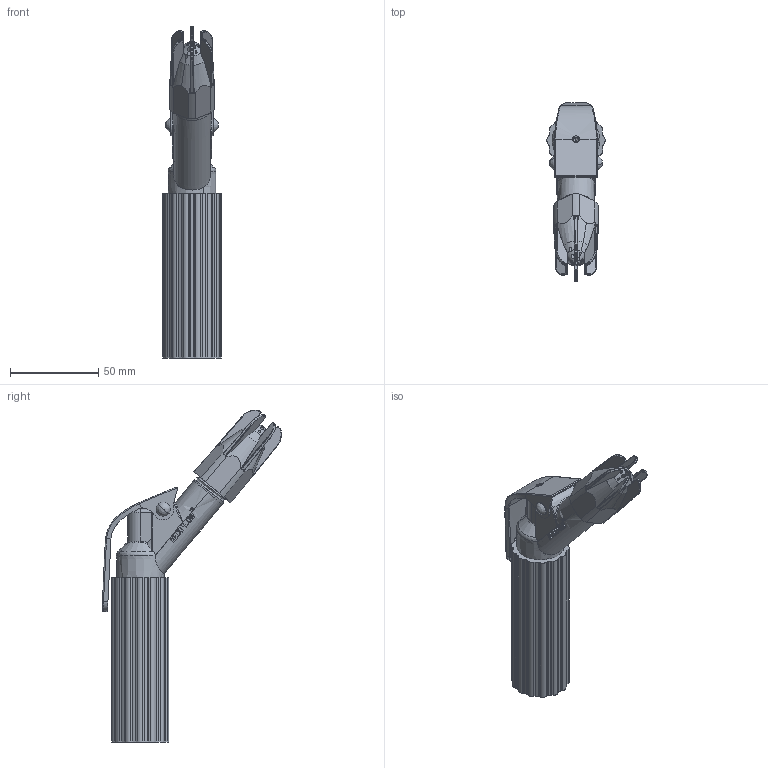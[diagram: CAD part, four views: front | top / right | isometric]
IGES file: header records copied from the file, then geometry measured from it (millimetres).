
Start section: START RECORD GO HERE.
Global section: file name: 49306_Outline.igs; native system: DASSAULT SYSTEMES CATIA V5 R20 - www.3ds.com; preprocessor: CATIA Version 5 Release 20 ; author: Chirag Shah; organization: INTRITECH; date: 20181218.140638; units: millimetre
Bounding box: 33 x 101.17 x 187.9 mm (x, y, z)
Volume: 101140.9 mm3; surface area: 60284.8 mm2
Topology: 8 solids, 8 shells, 1102 faces, 2966 edges, 1794 vertices
Faces by surface type: plane 414, revolution 380, bspline 308
